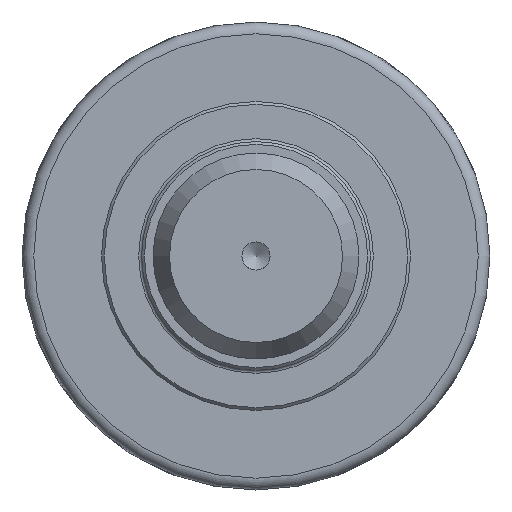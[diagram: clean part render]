
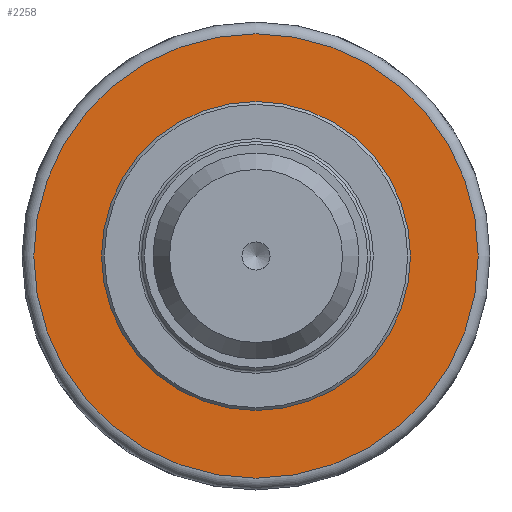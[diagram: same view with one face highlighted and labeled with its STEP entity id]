
A CAD part, left-side view. The second image highlights one B-rep face of the part: STEP entity #2258.
In plain terms, the highlighted planar face has unit normal (-1, 0, 0).
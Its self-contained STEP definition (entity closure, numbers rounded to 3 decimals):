
#104=FACE_BOUND('',#545,.T.);
#184=CIRCLE('',#2424,26.25);
#185=CIRCLE('',#2425,26.25);
#289=CIRCLE('',#2574,38.835);
#290=CIRCLE('',#2575,38.835);
#410=FACE_OUTER_BOUND('',#544,.T.);
#544=EDGE_LOOP('',(#1821,#1822));
#545=EDGE_LOOP('',(#1823,#1824));
#878=VERTEX_POINT('',#3650);
#879=VERTEX_POINT('',#3652);
#949=VERTEX_POINT('',#4069);
#950=VERTEX_POINT('',#4071);
#1120=EDGE_CURVE('',#879,#878,#184,.T.);
#1121=EDGE_CURVE('',#878,#879,#185,.T.);
#1258=EDGE_CURVE('',#949,#950,#289,.T.);
#1259=EDGE_CURVE('',#950,#949,#290,.T.);
#1821=ORIENTED_EDGE('',*,*,#1259,.F.);
#1822=ORIENTED_EDGE('',*,*,#1258,.F.);
#1823=ORIENTED_EDGE('',*,*,#1120,.T.);
#1824=ORIENTED_EDGE('',*,*,#1121,.T.);
#2033=PLANE('',#2576);
#2258=ADVANCED_FACE('',(#410,#104),#2033,.T.);
#2424=AXIS2_PLACEMENT_3D('',#3653,#2921,#2922);
#2425=AXIS2_PLACEMENT_3D('',#3654,#2923,#2924);
#2574=AXIS2_PLACEMENT_3D('',#4072,#3245,#3246);
#2575=AXIS2_PLACEMENT_3D('',#4073,#3247,#3248);
#2576=AXIS2_PLACEMENT_3D('',#4074,#3249,#3250);
#2921=DIRECTION('center_axis',(1.,0.,0.));
#2922=DIRECTION('ref_axis',(0.,-1.,0.));
#2923=DIRECTION('center_axis',(1.,0.,0.));
#2924=DIRECTION('ref_axis',(0.,-1.,0.));
#3245=DIRECTION('center_axis',(1.,0.,0.));
#3246=DIRECTION('ref_axis',(0.,-1.,0.));
#3247=DIRECTION('center_axis',(1.,0.,0.));
#3248=DIRECTION('ref_axis',(0.,-1.,0.));
#3249=DIRECTION('center_axis',(-1.,0.,0.));
#3250=DIRECTION('ref_axis',(0.,0.,
1.));
#3650=CARTESIAN_POINT('',(18.,26.25,0.));
#3652=CARTESIAN_POINT('',(18.,-26.25,0.));
#3653=CARTESIAN_POINT('Origin',(18.,0.,0.));
#3654=CARTESIAN_POINT('Origin',(18.,0.,0.));
#4069=CARTESIAN_POINT('',(18.,0.,38.835));
#4071=CARTESIAN_POINT('',(18.,38.835,0.));
#4072=CARTESIAN_POINT('Origin',(18.,0.,0.));
#4073=CARTESIAN_POINT('Origin',(18.,0.,0.));
#4074=CARTESIAN_POINT('Origin',(18.,35.103,0.));
